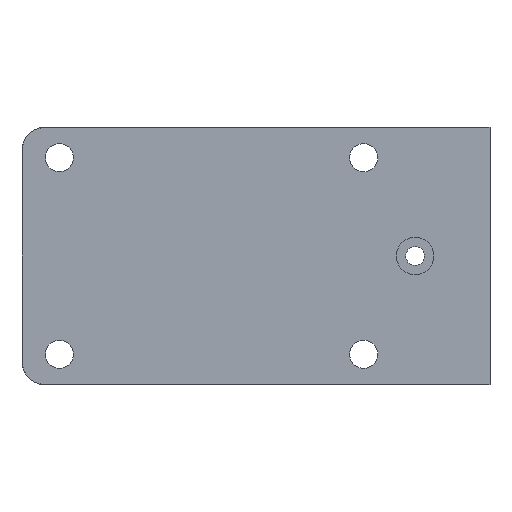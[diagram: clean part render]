
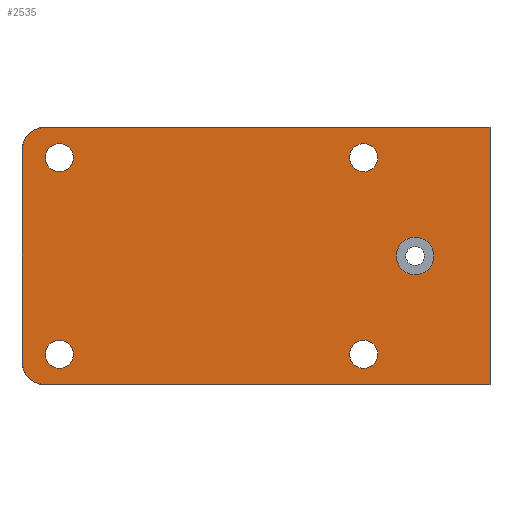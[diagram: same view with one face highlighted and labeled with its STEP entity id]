
A CAD part, left-side view. The second image highlights one B-rep face of the part: STEP entity #2535.
In plain terms, the highlighted planar face has unit normal (-1, 0, 0).
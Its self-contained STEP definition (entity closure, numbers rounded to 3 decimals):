
#69=CARTESIAN_POINT('Vertex',(0.,30.,48.5)) ;
#72=CARTESIAN_POINT('Axis2P3D Location',(0.,27.,48.5)) ;
#76=CARTESIAN_POINT('Vertex',(0.,24.,48.5)) ;
#127=CARTESIAN_POINT('Axis2P3D Location',(0.,27.,48.5)) ;
#1859=CARTESIAN_POINT('Vertex',(0.,95.,55.)) ;
#1862=CARTESIAN_POINT('Line Origine',(0.,47.5,55.)) ;
#1866=CARTESIAN_POINT('Vertex',(0.,0.,55.)) ;
#1890=CARTESIAN_POINT('Vertex',(0.,100.,50.)) ;
#1893=CARTESIAN_POINT('Axis2P3D Location',(0.,95.,50.)) ;
#1920=CARTESIAN_POINT('Line Origine',(0.,0.,27.5)) ;
#1924=CARTESIAN_POINT('Vertex',(0.,0.,0.)) ;
#1948=CARTESIAN_POINT('Vertex',(0.,95.,0.)) ;
#1951=CARTESIAN_POINT('Line Origine',(0.,47.5,0.)) ;
#1968=CARTESIAN_POINT('Axis2P3D Location',(0.,95.,5.)) ;
#1972=CARTESIAN_POINT('Vertex',(0.,100.,5.)) ;
#2002=CARTESIAN_POINT('Line Origine',(0.,100.,27.5)) ;
#2101=CARTESIAN_POINT('Axis2P3D Location',(0.,16.,27.5)) ;
#2105=CARTESIAN_POINT('Vertex',(0.,20.,27.5)) ;
#2107=CARTESIAN_POINT('Vertex',(0.,12.,27.5)) ;
#2136=CARTESIAN_POINT('Axis2P3D Location',(0.,16.,27.5)) ;
#2382=CARTESIAN_POINT('Vertex',(0.,95.,6.5)) ;
#2385=CARTESIAN_POINT('Axis2P3D Location',(0.,92.,6.5)) ;
#2389=CARTESIAN_POINT('Vertex',(0.,89.,6.5)) ;
#2404=CARTESIAN_POINT('Axis2P3D Location',(0.,92.,6.5)) ;
#2425=CARTESIAN_POINT('Vertex',(0.,95.,48.5)) ;
#2428=CARTESIAN_POINT('Axis2P3D Location',(0.,92.,48.5)) ;
#2432=CARTESIAN_POINT('Vertex',(0.,89.,48.5)) ;
#2447=CARTESIAN_POINT('Axis2P3D Location',(0.,92.,48.5)) ;
#2468=CARTESIAN_POINT('Vertex',(0.,30.,6.5)) ;
#2471=CARTESIAN_POINT('Axis2P3D Location',(0.,27.,6.5)) ;
#2475=CARTESIAN_POINT('Vertex',(0.,24.,6.5)) ;
#2490=CARTESIAN_POINT('Axis2P3D Location',(0.,27.,6.5)) ;
#2502=CARTESIAN_POINT('Axis2P3D Location',(0.,0.,0.)) ;
#73=DIRECTION('Axis2P3D Direction',(1.,0.,-0.)) ;
#128=DIRECTION('Axis2P3D Direction',(1.,0.,-0.)) ;
#1863=DIRECTION('Vector Direction',(0.,1.,0.)) ;
#1894=DIRECTION('Axis2P3D Direction',(1.,0.,-0.)) ;
#1921=DIRECTION('Vector Direction',(0.,0.,-1.)) ;
#1952=DIRECTION('Vector Direction',(0.,-1.,0.)) ;
#1969=DIRECTION('Axis2P3D Direction',(1.,0.,0.)) ;
#2003=DIRECTION('Vector Direction',(0.,0.,1.)) ;
#2102=DIRECTION('Axis2P3D Direction',(1.,0.,-0.)) ;
#2137=DIRECTION('Axis2P3D Direction',(1.,0.,-0.)) ;
#2386=DIRECTION('Axis2P3D Direction',(1.,0.,-0.)) ;
#2405=DIRECTION('Axis2P3D Direction',(1.,0.,-0.)) ;
#2429=DIRECTION('Axis2P3D Direction',(1.,0.,-0.)) ;
#2448=DIRECTION('Axis2P3D Direction',(1.,0.,-0.)) ;
#2472=DIRECTION('Axis2P3D Direction',(1.,0.,-0.)) ;
#2491=DIRECTION('Axis2P3D Direction',(1.,0.,-0.)) ;
#2503=DIRECTION('Axis2P3D Direction',(1.,0.,0.)) ;
#2504=DIRECTION('Axis2P3D XDirection',(0.,1.,0.)) ;
#74=AXIS2_PLACEMENT_3D('Circle Axis2P3D',#72,#73,$) ;
#129=AXIS2_PLACEMENT_3D('Circle Axis2P3D',#127,#128,$) ;
#1895=AXIS2_PLACEMENT_3D('Circle Axis2P3D',#1893,#1894,$) ;
#1970=AXIS2_PLACEMENT_3D('Circle Axis2P3D',#1968,#1969,$) ;
#2103=AXIS2_PLACEMENT_3D('Circle Axis2P3D',#2101,#2102,$) ;
#2138=AXIS2_PLACEMENT_3D('Circle Axis2P3D',#2136,#2137,$) ;
#2387=AXIS2_PLACEMENT_3D('Circle Axis2P3D',#2385,#2386,$) ;
#2406=AXIS2_PLACEMENT_3D('Circle Axis2P3D',#2404,#2405,$) ;
#2430=AXIS2_PLACEMENT_3D('Circle Axis2P3D',#2428,#2429,$) ;
#2449=AXIS2_PLACEMENT_3D('Circle Axis2P3D',#2447,#2448,$) ;
#2473=AXIS2_PLACEMENT_3D('Circle Axis2P3D',#2471,#2472,$) ;
#2492=AXIS2_PLACEMENT_3D('Circle Axis2P3D',#2490,#2491,$) ;
#2505=AXIS2_PLACEMENT_3D('Plane Axis2P3D',#2502,#2503,#2504) ;
#2508=ORIENTED_EDGE('',*,*,#1897,.F.) ;
#2509=ORIENTED_EDGE('',*,*,#2006,.F.) ;
#2510=ORIENTED_EDGE('',*,*,#1974,.F.) ;
#2511=ORIENTED_EDGE('',*,*,#1955,.F.) ;
#2512=ORIENTED_EDGE('',*,*,#1926,.F.) ;
#2513=ORIENTED_EDGE('',*,*,#1868,.F.) ;
#2516=ORIENTED_EDGE('',*,*,#78,.T.) ;
#2517=ORIENTED_EDGE('',*,*,#131,.T.) ;
#2520=ORIENTED_EDGE('',*,*,#2477,.T.) ;
#2521=ORIENTED_EDGE('',*,*,#2494,.T.) ;
#2524=ORIENTED_EDGE('',*,*,#2434,.T.) ;
#2525=ORIENTED_EDGE('',*,*,#2451,.T.) ;
#2528=ORIENTED_EDGE('',*,*,#2391,.T.) ;
#2529=ORIENTED_EDGE('',*,*,#2408,.T.) ;
#2532=ORIENTED_EDGE('',*,*,#2140,.T.) ;
#2533=ORIENTED_EDGE('',*,*,#2109,.T.) ;
#2518=FACE_BOUND('',#2515,.T.) ;
#2522=FACE_BOUND('',#2519,.T.) ;
#2526=FACE_BOUND('',#2523,.T.) ;
#2530=FACE_BOUND('',#2527,.T.) ;
#2534=FACE_BOUND('',#2531,.T.) ;
#1864=VECTOR('Line Direction',#1863,1.) ;
#1922=VECTOR('Line Direction',#1921,1.) ;
#1953=VECTOR('Line Direction',#1952,1.) ;
#2004=VECTOR('Line Direction',#2003,1.) ;
#2535=ADVANCED_FACE('Corps principal',(#2514,#2518,#2522,#2526,#2530,#2534),#2506,.F.) ;
#75=CIRCLE('generated circle',#74,3.) ;
#130=CIRCLE('generated circle',#129,3.) ;
#1896=CIRCLE('generated circle',#1895,5.) ;
#1971=CIRCLE('generated circle',#1970,5.) ;
#2104=CIRCLE('generated circle',#2103,4.) ;
#2139=CIRCLE('generated circle',#2138,4.) ;
#2388=CIRCLE('generated circle',#2387,3.) ;
#2407=CIRCLE('generated circle',#2406,3.) ;
#2431=CIRCLE('generated circle',#2430,3.) ;
#2450=CIRCLE('generated circle',#2449,3.) ;
#2474=CIRCLE('generated circle',#2473,3.) ;
#2493=CIRCLE('generated circle',#2492,3.) ;
#78=EDGE_CURVE('',#77,#70,#75,.T.) ;
#131=EDGE_CURVE('',#70,#77,#130,.T.) ;
#1868=EDGE_CURVE('',#1860,#1867,#1865,.F.) ;
#1897=EDGE_CURVE('',#1891,#1860,#1896,.T.) ;
#1926=EDGE_CURVE('',#1867,#1925,#1923,.T.) ;
#1955=EDGE_CURVE('',#1925,#1949,#1954,.F.) ;
#1974=EDGE_CURVE('',#1949,#1973,#1971,.T.) ;
#2006=EDGE_CURVE('',#1973,#1891,#2005,.T.) ;
#2109=EDGE_CURVE('',#2106,#2108,#2104,.T.) ;
#2140=EDGE_CURVE('',#2108,#2106,#2139,.T.) ;
#2391=EDGE_CURVE('',#2390,#2383,#2388,.T.) ;
#2408=EDGE_CURVE('',#2383,#2390,#2407,.T.) ;
#2434=EDGE_CURVE('',#2433,#2426,#2431,.T.) ;
#2451=EDGE_CURVE('',#2426,#2433,#2450,.T.) ;
#2477=EDGE_CURVE('',#2476,#2469,#2474,.T.) ;
#2494=EDGE_CURVE('',#2469,#2476,#2493,.T.) ;
#2507=EDGE_LOOP('',(#2508,#2509,#2510,#2511,#2512,#2513)) ;
#2515=EDGE_LOOP('',(#2516,#2517)) ;
#2519=EDGE_LOOP('',(#2520,#2521)) ;
#2523=EDGE_LOOP('',(#2524,#2525)) ;
#2527=EDGE_LOOP('',(#2528,#2529)) ;
#2531=EDGE_LOOP('',(#2532,#2533)) ;
#2514=FACE_OUTER_BOUND('',#2507,.T.) ;
#1865=LINE('Line',#1862,#1864) ;
#1923=LINE('Line',#1920,#1922) ;
#1954=LINE('Line',#1951,#1953) ;
#2005=LINE('Line',#2002,#2004) ;
#2506=PLANE('',#2505) ;
#70=VERTEX_POINT('',#69) ;
#77=VERTEX_POINT('',#76) ;
#1860=VERTEX_POINT('',#1859) ;
#1867=VERTEX_POINT('',#1866) ;
#1891=VERTEX_POINT('',#1890) ;
#1925=VERTEX_POINT('',#1924) ;
#1949=VERTEX_POINT('',#1948) ;
#1973=VERTEX_POINT('',#1972) ;
#2106=VERTEX_POINT('',#2105) ;
#2108=VERTEX_POINT('',#2107) ;
#2383=VERTEX_POINT('',#2382) ;
#2390=VERTEX_POINT('',#2389) ;
#2426=VERTEX_POINT('',#2425) ;
#2433=VERTEX_POINT('',#2432) ;
#2469=VERTEX_POINT('',#2468) ;
#2476=VERTEX_POINT('',#2475) ;
